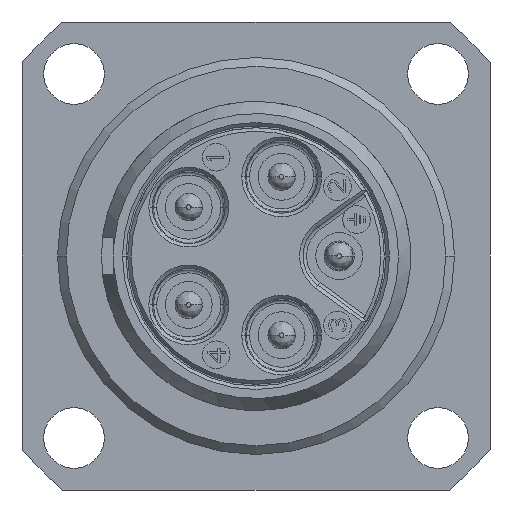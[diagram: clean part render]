
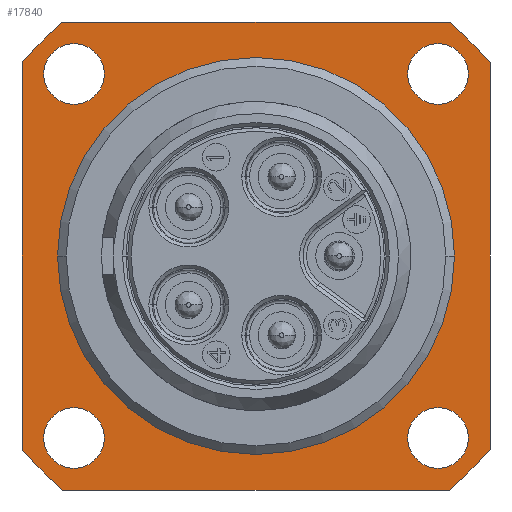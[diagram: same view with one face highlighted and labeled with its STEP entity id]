
A CAD part, left-side view. The second image highlights one B-rep face of the part: STEP entity #17840.
In plain terms, the highlighted planar face has unit normal (-1, 0, 0).
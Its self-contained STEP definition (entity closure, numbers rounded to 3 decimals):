
#303=CARTESIAN_POINT('',(0.7,0.,0.));
#304=DIRECTION('',(1.,0.,0.));
#305=DIRECTION('',(0.,1.,0.));
#306=AXIS2_PLACEMENT_3D('',#303,#304,#305);
#316=CARTESIAN_POINT('',(0.7,0.,0.));
#317=DIRECTION('',(1.,0.,0.));
#318=DIRECTION('',(0.,-1.,0.));
#319=AXIS2_PLACEMENT_3D('',#316,#317,#318);
#321=DIRECTION('',(0.,1.,0.));
#322=VECTOR('',#321,22.271);
#323=CARTESIAN_POINT('',(0.7,-11.136,13.5));
#324=LINE('1601',#323,#322);
#325=CARTESIAN_POINT('',(0.7,0.,0.));
#326=DIRECTION('',(1.,0.,0.));
#327=DIRECTION('',(0.,-0.636,0.771));
#328=AXIS2_PLACEMENT_3D('',#325,#326,#327);
#330=DIRECTION('',(0.,0.,1.));
#331=VECTOR('',#330,22.271);
#332=CARTESIAN_POINT('',(0.7,-13.5,-11.136));
#333=LINE('1602',#332,#331);
#334=CARTESIAN_POINT('',(0.7,0.,0.));
#335=DIRECTION('',(1.,0.,0.));
#336=DIRECTION('',(0.,-0.771,-0.636));
#337=AXIS2_PLACEMENT_3D('',#334,#335,#336);
#339=DIRECTION('',(0.,-1.,0.));
#340=VECTOR('',#339,22.271);
#341=CARTESIAN_POINT('',(0.7,11.136,-13.5));
#342=LINE('1603',#341,#340);
#343=CARTESIAN_POINT('',(0.7,0.,0.));
#344=DIRECTION('',(1.,0.,0.));
#345=DIRECTION('',(0.,0.636,-0.771));
#346=AXIS2_PLACEMENT_3D('',#343,#344,#345);
#348=DIRECTION('',(0.,0.,-1.));
#349=VECTOR('',#348,22.271);
#350=CARTESIAN_POINT('',(0.7,13.5,11.136));
#351=LINE('1604',#350,#349);
#352=CARTESIAN_POINT('',(0.7,0.,0.));
#353=DIRECTION('',(1.,0.,0.));
#354=DIRECTION('',(0.,0.771,0.636));
#355=AXIS2_PLACEMENT_3D('',#352,#353,#354);
#357=CARTESIAN_POINT('',(0.7,10.5,-10.5));
#358=DIRECTION('',(-1.,0.,0.));
#359=DIRECTION('',(0.,0.,-1.));
#360=AXIS2_PLACEMENT_3D('',#357,#358,#359);
#362=CARTESIAN_POINT('',(0.7,10.5,-10.5));
#363=DIRECTION('',(-1.,0.,0.));
#364=DIRECTION('',(0.,0.,1.));
#365=AXIS2_PLACEMENT_3D('',#362,#363,#364);
#367=CARTESIAN_POINT('',(0.7,10.5,10.5));
#368=DIRECTION('',(-1.,0.,0.));
#369=DIRECTION('',(0.,0.,-1.));
#370=AXIS2_PLACEMENT_3D('',#367,#368,#369);
#372=CARTESIAN_POINT('',(0.7,10.5,10.5));
#373=DIRECTION('',(-1.,0.,0.));
#374=DIRECTION('',(0.,0.,1.));
#375=AXIS2_PLACEMENT_3D('',#372,#373,#374);
#377=CARTESIAN_POINT('',(0.7,-10.5,-10.5));
#378=DIRECTION('',(-1.,0.,0.));
#379=DIRECTION('',(0.,0.,-1.));
#380=AXIS2_PLACEMENT_3D('',#377,#378,#379);
#382=CARTESIAN_POINT('',(0.7,-10.5,-10.5));
#383=DIRECTION('',(-1.,0.,0.));
#384=DIRECTION('',(0.,0.,1.));
#385=AXIS2_PLACEMENT_3D('',#382,#383,#384);
#387=CARTESIAN_POINT('',(0.7,-10.5,10.5));
#388=DIRECTION('',(-1.,0.,0.));
#389=DIRECTION('',(0.,0.,-1.));
#390=AXIS2_PLACEMENT_3D('',#387,#388,#389);
#392=CARTESIAN_POINT('',(0.7,-10.5,10.5));
#393=DIRECTION('',(-1.,0.,0.));
#394=DIRECTION('',(0.,0.,1.));
#395=AXIS2_PLACEMENT_3D('',#392,#393,#394);
#14261=CARTESIAN_POINT('',(0.7,11.45,0.));
#14262=VERTEX_POINT('',#14261);
#14263=CARTESIAN_POINT('',(0.7,-11.45,0.));
#14264=VERTEX_POINT('',#14263);
#14281=CARTESIAN_POINT('',(0.7,10.5,-12.25));
#14282=CARTESIAN_POINT('',(0.7,10.5,-8.75));
#14283=VERTEX_POINT('',#14281);
#14284=VERTEX_POINT('',#14282);
#14285=CARTESIAN_POINT('',(0.7,10.5,8.75));
#14286=CARTESIAN_POINT('',(0.7,10.5,12.25));
#14287=VERTEX_POINT('',#14285);
#14288=VERTEX_POINT('',#14286);
#14289=CARTESIAN_POINT('',(0.7,-10.5,-12.25));
#14290=CARTESIAN_POINT('',(0.7,-10.5,-8.75));
#14291=VERTEX_POINT('',#14289);
#14292=VERTEX_POINT('',#14290);
#14293=CARTESIAN_POINT('',(0.7,-10.5,8.75));
#14294=CARTESIAN_POINT('',(0.7,-10.5,12.25));
#14295=VERTEX_POINT('',#14293);
#14296=VERTEX_POINT('',#14294);
#14378=CARTESIAN_POINT('',(0.7,-11.136,13.5));
#14379=CARTESIAN_POINT('',(0.7,11.136,13.5));
#14380=VERTEX_POINT('',#14378);
#14381=VERTEX_POINT('',#14379);
#14382=CARTESIAN_POINT('',(0.7,-13.5,-11.136));
#14383=CARTESIAN_POINT('',(0.7,-13.5,11.136));
#14384=VERTEX_POINT('',#14382);
#14385=VERTEX_POINT('',#14383);
#14386=CARTESIAN_POINT('',(0.7,11.136,-13.5));
#14387=CARTESIAN_POINT('',(0.7,-11.136,-13.5));
#14388=VERTEX_POINT('',#14386);
#14389=VERTEX_POINT('',#14387);
#14390=CARTESIAN_POINT('',(0.7,13.5,11.136));
#14391=CARTESIAN_POINT('',(0.7,13.5,-11.136));
#14392=VERTEX_POINT('',#14390);
#14393=VERTEX_POINT('',#14391);
#17789=CARTESIAN_POINT('',(0.7,0.,0.));
#17790=DIRECTION('',(1.,0.,0.));
#17791=DIRECTION('',(0.,0.,-1.));
#17792=AXIS2_PLACEMENT_3D('',#17789,#17790,#17791);
#17793=PLANE('287',#17792);
#17795=ORIENTED_EDGE('1601',*,*,#17794,.F.);
#17797=ORIENTED_EDGE('1662',*,*,#17796,.T.);
#17799=ORIENTED_EDGE('1602',*,*,#17798,.F.);
#17801=ORIENTED_EDGE('1661',*,*,#17800,.T.);
#17803=ORIENTED_EDGE('1603',*,*,#17802,.F.);
#17805=ORIENTED_EDGE('1660',*,*,#17804,.T.);
#17807=ORIENTED_EDGE('1604',*,*,#17806,.F.);
#17809=ORIENTED_EDGE('1649',*,*,#17808,.T.);
#17810=EDGE_LOOP('287',(#17795,#17797,#17799,#17801,#17803,#17805,#17807,
#17809));
#17811=FACE_OUTER_BOUND('287',#17810,.F.);
#17813=ORIENTED_EDGE('1517',*,*,#17812,.T.);
#17815=ORIENTED_EDGE('1518',*,*,#17814,.T.);
#17816=EDGE_LOOP('287',(#17813,#17815));
#17817=FACE_BOUND('287',#17816,.F.);
#17819=ORIENTED_EDGE('1519',*,*,#17818,.T.);
#17821=ORIENTED_EDGE('1520',*,*,#17820,.T.);
#17822=EDGE_LOOP('287',(#17819,#17821));
#17823=FACE_BOUND('287',#17822,.F.);
#17825=ORIENTED_EDGE('1521',*,*,#17824,.T.);
#17827=ORIENTED_EDGE('1522',*,*,#17826,.T.);
#17828=EDGE_LOOP('287',(#17825,#17827));
#17829=FACE_BOUND('287',#17828,.F.);
#17831=ORIENTED_EDGE('1523',*,*,#17830,.T.);
#17833=ORIENTED_EDGE('1524',*,*,#17832,.T.);
#17834=EDGE_LOOP('287',(#17831,#17833));
#17835=FACE_BOUND('287',#17834,.F.);
#17836=ORIENTED_EDGE('1507',*,*,#17754,.F.);
#17837=ORIENTED_EDGE('1508',*,*,#17777,.F.);
#17838=EDGE_LOOP('287',(#17836,#17837));
#17839=FACE_BOUND('287',#17838,.F.);
#307=CIRCLE('1507',#306,11.45);
#320=CIRCLE('1508',#319,11.45);
#329=CIRCLE('1662',#328,17.5);
#338=CIRCLE('1661',#337,17.5);
#347=CIRCLE('1660',#346,17.5);
#356=CIRCLE('1649',#355,17.5);
#361=CIRCLE('1517',#360,1.75);
#366=CIRCLE('1518',#365,1.75);
#371=CIRCLE('1519',#370,1.75);
#376=CIRCLE('1520',#375,1.75);
#381=CIRCLE('1521',#380,1.75);
#386=CIRCLE('1522',#385,1.75);
#391=CIRCLE('1523',#390,1.75);
#396=CIRCLE('1524',#395,1.75);
#17754=EDGE_CURVE('1507',#14262,#14264,#307,.T.);
#17777=EDGE_CURVE('1508',#14264,#14262,#320,.T.);
#17794=EDGE_CURVE('1601',#14380,#14381,#324,.T.);
#17796=EDGE_CURVE('1662',#14380,#14385,#329,.T.);
#17798=EDGE_CURVE('1602',#14384,#14385,#333,.T.);
#17800=EDGE_CURVE('1661',#14384,#14389,#338,.T.);
#17802=EDGE_CURVE('1603',#14388,#14389,#342,.T.);
#17804=EDGE_CURVE('1660',#14388,#14393,#347,.T.);
#17806=EDGE_CURVE('1604',#14392,#14393,#351,.T.);
#17808=EDGE_CURVE('1649',#14392,#14381,#356,.T.);
#17812=EDGE_CURVE('1517',#14283,#14284,#361,.T.);
#17814=EDGE_CURVE('1518',#14284,#14283,#366,.T.);
#17818=EDGE_CURVE('1519',#14287,#14288,#371,.T.);
#17820=EDGE_CURVE('1520',#14288,#14287,#376,.T.);
#17824=EDGE_CURVE('1521',#14291,#14292,#381,.T.);
#17826=EDGE_CURVE('1522',#14292,#14291,#386,.T.);
#17830=EDGE_CURVE('1523',#14295,#14296,#391,.T.);
#17832=EDGE_CURVE('1524',#14296,#14295,#396,.T.);
#17840=ADVANCED_FACE('287',(#17811,#17817,#17823,#17829,#17835,#17839),#17793,
.F.);
